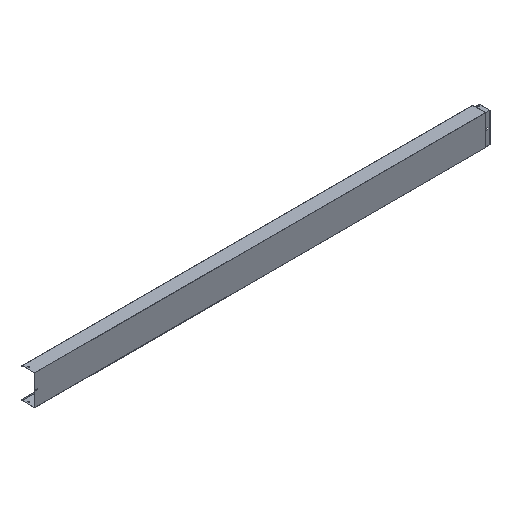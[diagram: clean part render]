
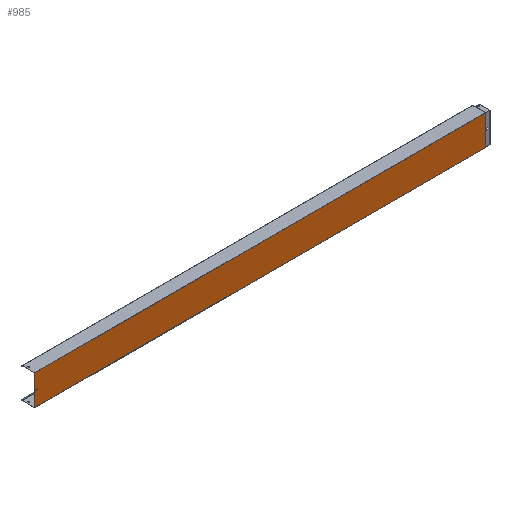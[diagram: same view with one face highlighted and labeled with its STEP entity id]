
A CAD part, isometric view. The second image highlights one B-rep face of the part: STEP entity #985.
In plain terms, the highlighted planar face has unit normal (0, -1, 0).
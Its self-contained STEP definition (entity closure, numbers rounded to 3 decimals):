
#86 = LINE ( 'NONE', #1642, #88 ) ;
#88 = VECTOR ( 'NONE', #675, 1000. ) ;
#94 = FACE_OUTER_BOUND ( 'NONE', #672, .T. ) ;
#164 = DIRECTION ( 'NONE',  ( 0., -1., 0. ) ) ;
#211 = ORIENTED_EDGE ( 'NONE', *, *, #1376, .F. ) ;
#242 = LINE ( 'NONE', #910, #1617 ) ;
#252 = CARTESIAN_POINT ( 'NONE',  ( -2962.5, 0., 3.5 ) ) ;
#254 = VERTEX_POINT ( 'NONE', #1159 ) ;
#270 = CARTESIAN_POINT ( 'NONE',  ( -2952.5, 0., 3.5 ) ) ;
#292 = CARTESIAN_POINT ( 'NONE',  ( -2962.5, 0., -3.5 ) ) ;
#294 = EDGE_CURVE ( 'NONE', #1754, #1133, #345, .T. ) ;
#319 = ORIENTED_EDGE ( 'NONE', *, *, #733, .T. ) ;
#345 = LINE ( 'NONE', #1006, #738 ) ;
#355 = ORIENTED_EDGE ( 'NONE', *, *, #655, .T. ) ;
#363 = LINE ( 'NONE', #744, #1735 ) ;
#385 = VECTOR ( 'NONE', #1237, 1000. ) ;
#406 = VERTEX_POINT ( 'NONE', #529 ) ;
#429 = DIRECTION ( 'NONE',  ( 0., 0., 1. ) ) ;
#437 = ORIENTED_EDGE ( 'NONE', *, *, #1364, .T. ) ;
#529 = CARTESIAN_POINT ( 'NONE',  ( -2952.5, 0., -3.5 ) ) ;
#546 = LINE ( 'NONE', #1270, #1544 ) ;
#559 = AXIS2_PLACEMENT_3D ( 'NONE', #2057, #164, #1308 ) ;
#577 = CARTESIAN_POINT ( 'NONE',  ( 1.05, 0., -100. ) ) ;
#592 = VERTEX_POINT ( 'NONE', #577 ) ;
#655 = EDGE_CURVE ( 'NONE', #1284, #254, #773, .T. ) ;
#656 = DIRECTION ( 'NONE',  ( -1., 0., 0. ) ) ;
#672 = EDGE_LOOP ( 'NONE', ( #211, #319, #1078, #1198 ) ) ;
#675 = DIRECTION ( 'NONE',  ( 0., 0., -1. ) ) ;
#733 = EDGE_CURVE ( 'NONE', #592, #1754, #546, .T. ) ;
#738 = VECTOR ( 'NONE', #656, 1000. ) ;
#744 = CARTESIAN_POINT ( 'NONE',  ( 0.132, 0., -100. ) ) ;
#773 = LINE ( 'NONE', #270, #882 ) ;
#836 = VERTEX_POINT ( 'NONE', #1612 ) ;
#854 = CARTESIAN_POINT ( 'NONE',  ( -2970., 0., 100. ) ) ;
#882 = VECTOR ( 'NONE', #1406, 1000. ) ;
#906 = EDGE_LOOP ( 'NONE', ( #1679, #1509, #437, #355 ) ) ;
#910 = CARTESIAN_POINT ( 'NONE',  ( -2952.5, 0., 3.5 ) ) ;
#916 = DIRECTION ( 'NONE',  ( 0., 0., -1. ) ) ;
#926 = VERTEX_POINT ( 'NONE', #292 ) ;
#958 = CARTESIAN_POINT ( 'NONE',  ( 1.05, 0., 100. ) ) ;
#985 = ADVANCED_FACE ( 'NONE', ( #1520, #94 ), #997, .T. ) ;
#997 = PLANE ( 'NONE',  #559 ) ;
#1006 = CARTESIAN_POINT ( 'NONE',  ( 0.132, 0., 100. ) ) ;
#1078 = ORIENTED_EDGE ( 'NONE', *, *, #294, .T. ) ;
#1085 = LINE ( 'NONE', #1087, #385 ) ;
#1087 = CARTESIAN_POINT ( 'NONE',  ( -2952.5, 0., -3.5 ) ) ;
#1133 = VERTEX_POINT ( 'NONE', #854 ) ;
#1159 = CARTESIAN_POINT ( 'NONE',  ( -2952.5, 0., 3.5 ) ) ;
#1198 = ORIENTED_EDGE ( 'NONE', *, *, #2029, .T. ) ;
#1237 = DIRECTION ( 'NONE',  ( -1., 0., 0. ) ) ;
#1250 = DIRECTION ( 'NONE',  ( -1., 0., 0. ) ) ;
#1270 = CARTESIAN_POINT ( 'NONE',  ( 1.05, 0., -100. ) ) ;
#1284 = VERTEX_POINT ( 'NONE', #1840 ) ;
#1308 = DIRECTION ( 'NONE',  ( 0., 0., -1. ) ) ;
#1323 = EDGE_CURVE ( 'NONE', #406, #926, #1085, .T. ) ;
#1364 = EDGE_CURVE ( 'NONE', #926, #1284, #1743, .T. ) ;
#1376 = EDGE_CURVE ( 'NONE', #592, #836, #363, .T. ) ;
#1406 = DIRECTION ( 'NONE',  ( 1., 0., 0. ) ) ;
#1419 = DIRECTION ( 'NONE',  ( 0., 0., 1. ) ) ;
#1509 = ORIENTED_EDGE ( 'NONE', *, *, #1323, .T. ) ;
#1520 = FACE_BOUND ( 'NONE', #906, .T. ) ;
#1540 = EDGE_CURVE ( 'NONE', #254, #406, #242, .T. ) ;
#1544 = VECTOR ( 'NONE', #1419, 1000. ) ;
#1612 = CARTESIAN_POINT ( 'NONE',  ( -2970., 0., -100. ) ) ;
#1617 = VECTOR ( 'NONE', #916, 1000. ) ;
#1642 = CARTESIAN_POINT ( 'NONE',  ( -2970., 0., 100. ) ) ;
#1679 = ORIENTED_EDGE ( 'NONE', *, *, #1540, .T. ) ;
#1735 = VECTOR ( 'NONE', #1250, 1000. ) ;
#1738 = VECTOR ( 'NONE', #429, 1000. ) ;
#1743 = LINE ( 'NONE', #252, #1738 ) ;
#1754 = VERTEX_POINT ( 'NONE', #958 ) ;
#1840 = CARTESIAN_POINT ( 'NONE',  ( -2962.5, 0., 3.5 ) ) ;
#2029 = EDGE_CURVE ( 'NONE', #1133, #836, #86, .T. ) ;
#2057 = CARTESIAN_POINT ( 'NONE',  ( -2970., 0., 100. ) ) ;
